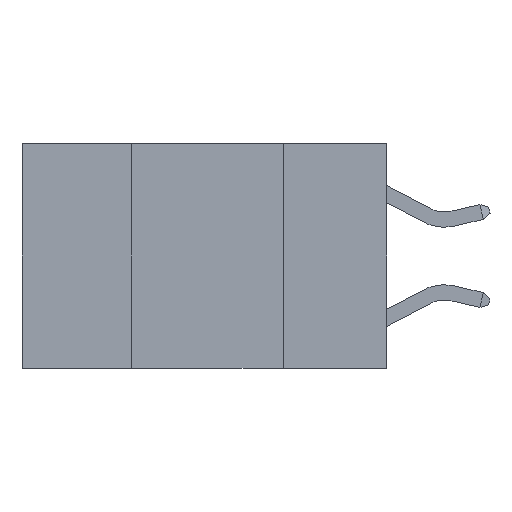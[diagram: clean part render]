
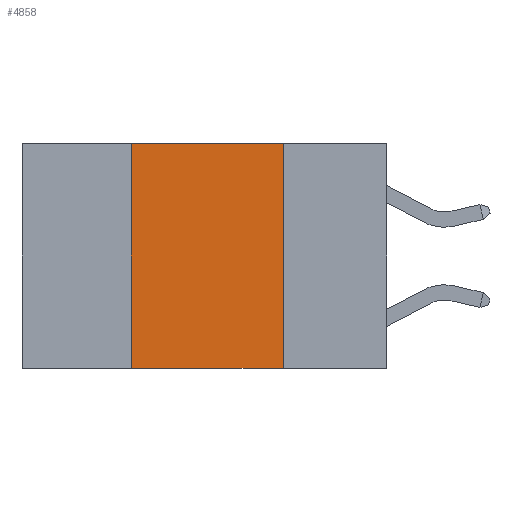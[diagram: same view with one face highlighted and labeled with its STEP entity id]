
A CAD part, left-side view. The second image highlights one B-rep face of the part: STEP entity #4858.
In plain terms, the highlighted planar face has unit normal (-1, 0, 0).
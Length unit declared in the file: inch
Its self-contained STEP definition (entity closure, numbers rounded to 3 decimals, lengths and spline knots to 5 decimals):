
#315 = VECTOR ( 'NONE', #6496, 39.37008 ) ;
#582 = AXIS2_PLACEMENT_3D ( 'NONE', #2271, #3773, #14313 ) ;
#1009 = EDGE_CURVE ( 'NONE', #6948, #14737, #16612, .T. ) ;
#1589 = VERTEX_POINT ( 'NONE', #11626 ) ;
#1694 = DIRECTION ( 'NONE',  ( 0., -1., 0. ) ) ;
#2271 = CARTESIAN_POINT ( 'NONE',  ( 0., 0.6, 0. ) ) ;
#3235 = CARTESIAN_POINT ( 'NONE',  ( 0., 0.17, -0.37 ) ) ;
#3272 = CARTESIAN_POINT ( 'NONE',  ( 0., 0.6, -0.37 ) ) ;
#3734 = EDGE_CURVE ( 'NONE', #1589, #14737, #12068, .T. ) ;
#3773 = DIRECTION ( 'NONE',  ( 1., 0., 0. ) ) ;
#4461 = ORIENTED_EDGE ( 'NONE', *, *, #1009, .T. ) ;
#4858 = ADVANCED_FACE ( 'NONE', ( #17740 ), #11268, .F. ) ;
#4915 = VERTEX_POINT ( 'NONE', #9878 ) ;
#5075 = EDGE_LOOP ( 'NONE', ( #17848, #16387, #16743, #4461 ) ) ;
#5539 = CARTESIAN_POINT ( 'NONE',  ( 0., 0.17, 0. ) ) ;
#6496 = DIRECTION ( 'NONE',  ( 0., 0., 1. ) ) ;
#6587 = CARTESIAN_POINT ( 'NONE',  ( 0., 0.42, -0.37 ) ) ;
#6948 = VERTEX_POINT ( 'NONE', #6587 ) ;
#7879 = LINE ( 'NONE', #16987, #315 ) ;
#8055 = VECTOR ( 'NONE', #16023, 39.37008 ) ;
#9878 = CARTESIAN_POINT ( 'NONE',  ( 0., 0.42, 0. ) ) ;
#10853 = CARTESIAN_POINT ( 'NONE',  ( 0., 0.6, 0. ) ) ;
#11268 = PLANE ( 'NONE',  #582 ) ;
#11485 = LINE ( 'NONE', #10853, #15462 ) ;
#11626 = CARTESIAN_POINT ( 'NONE',  ( 0., 0.17, 0. ) ) ;
#12068 = LINE ( 'NONE', #5539, #8055 ) ;
#13135 = VECTOR ( 'NONE', #1694, 39.37008 ) ;
#13906 = DIRECTION ( 'NONE',  ( 0., -1., 0. ) ) ;
#14313 = DIRECTION ( 'NONE',  ( 0., 0., -1. ) ) ;
#14737 = VERTEX_POINT ( 'NONE', #3235 ) ;
#14800 = EDGE_CURVE ( 'NONE', #4915, #1589, #11485, .T. ) ;
#15462 = VECTOR ( 'NONE', #13906, 39.37008 ) ;
#16023 = DIRECTION ( 'NONE',  ( 0., 0., -1. ) ) ;
#16387 = ORIENTED_EDGE ( 'NONE', *, *, #14800, .F. ) ;
#16612 = LINE ( 'NONE', #3272, #13135 ) ;
#16743 = ORIENTED_EDGE ( 'NONE', *, *, #16951, .F. ) ;
#16951 = EDGE_CURVE ( 'NONE', #6948, #4915, #7879, .T. ) ;
#16987 = CARTESIAN_POINT ( 'NONE',  ( 0., 0.42, 0. ) ) ;
#17740 = FACE_OUTER_BOUND ( 'NONE', #5075, .T. ) ;
#17848 = ORIENTED_EDGE ( 'NONE', *, *, #3734, .F. ) ;
